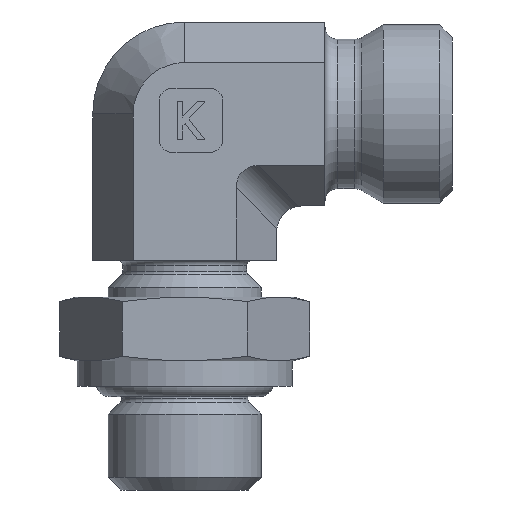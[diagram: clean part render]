
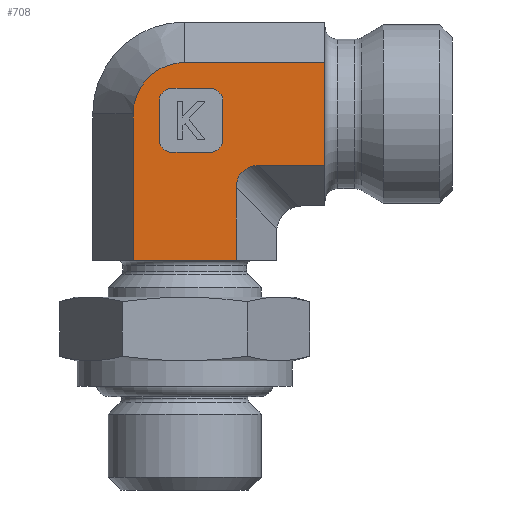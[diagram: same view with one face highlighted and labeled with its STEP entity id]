
A CAD part, left-side view. The second image highlights one B-rep face of the part: STEP entity #708.
In plain terms, the highlighted planar face has unit normal (-1, 0, 0).
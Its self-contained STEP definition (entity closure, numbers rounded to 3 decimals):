
#498=CARTESIAN_POINT('',(-25.121,4.106,0.5));
#499=VERTEX_POINT('',#498);
#506=CARTESIAN_POINT('',(-25.121,12.189,0.5));
#507=VERTEX_POINT('',#506);
#508=CARTESIAN_POINT('',(-25.121,12.189,0.5));
#509=DIRECTION('',(0.0,-1.0,0.0));
#510=VECTOR('',#509,8.083);
#511=LINE('',#508,#510);
#512=EDGE_CURVE('',#507,#499,#511,.T.);
#556=CARTESIAN_POINT('',(-25.121,12.189,12.));
#557=VERTEX_POINT('',#556);
#558=CARTESIAN_POINT('',(-25.121,12.189,0.5));
#559=DIRECTION('',(0.0,0.0,1.0));
#560=VECTOR('',#559,11.5);
#561=LINE('',#558,#560);
#562=EDGE_CURVE('',#507,#557,#561,.T.);
#581=CARTESIAN_POINT('',(-25.121,4.106,0.0));
#582=DIRECTION('',(-1.0,0.0,0.0));
#583=DIRECTION('',(0.0,0.0,1.0));
#584=AXIS2_PLACEMENT_3D('',#581,#582,#583);
#585=PLANE('',#584);
#586=ORIENTED_EDGE('',*,*,#512,.T.);
#587=CARTESIAN_POINT('',(-25.121,4.106,6.226));
#588=VERTEX_POINT('',#587);
#589=CARTESIAN_POINT('',(-25.121,4.106,0.5));
#590=DIRECTION('',(0.0,0.0,1.0));
#591=VECTOR('',#590,5.726);
#592=LINE('',#589,#591);
#593=EDGE_CURVE('',#499,#588,#592,.T.);
#594=ORIENTED_EDGE('',*,*,#593,.T.);
#595=CARTESIAN_POINT('',(-25.121,2.374,7.959));
#596=VERTEX_POINT('',#595);
#597=CARTESIAN_POINT('',(-25.121,1.797,5.649));
#598=DIRECTION('',(-1.0,0.0,0.0));
#599=DIRECTION('',(0.0,0.707,0.707));
#600=AXIS2_PLACEMENT_3D('',#597,#598,#599);
#601=ELLIPSE('',#600,2.582,2.0);
#602=EDGE_CURVE('',#596,#588,#601,.T.);
#603=ORIENTED_EDGE('',*,*,#602,.F.);
#604=CARTESIAN_POINT('',(-25.121,-2.852,7.959));
#605=VERTEX_POINT('',#604);
#606=CARTESIAN_POINT('',(-25.121,2.374,7.959));
#607=DIRECTION('',(0.0,-1.0,0.0));
#608=VECTOR('',#607,5.226);
#609=LINE('',#606,#608);
#610=EDGE_CURVE('',#596,#605,#609,.T.);
#611=ORIENTED_EDGE('',*,*,#610,.T.);
#612=CARTESIAN_POINT('',(-25.121,-2.852,16.041));
#613=VERTEX_POINT('',#612);
#614=CARTESIAN_POINT('',(-25.121,-2.852,7.959));
#615=DIRECTION('',(0.0,0.0,1.0));
#616=VECTOR('',#615,8.083);
#617=LINE('',#614,#616);
#618=EDGE_CURVE('',#605,#613,#617,.T.);
#619=ORIENTED_EDGE('',*,*,#618,.T.);
#620=CARTESIAN_POINT('',(-25.121,8.148,16.041));
#621=VERTEX_POINT('',#620);
#622=CARTESIAN_POINT('',(-25.121,8.148,16.041));
#623=DIRECTION('',(0.0,-1.0,0.0));
#624=VECTOR('',#623,11.0);
#625=LINE('',#622,#624);
#626=EDGE_CURVE('',#621,#613,#625,.T.);
#627=ORIENTED_EDGE('',*,*,#626,.F.);
#628=CARTESIAN_POINT('',(-25.121,8.148,12.));
#629=DIRECTION('',(-1.0,0.0,0.0));
#630=DIRECTION('',(0.0,0.0,1.0));
#631=AXIS2_PLACEMENT_3D('',#628,#629,#630);
#632=CIRCLE('',#631,4.041);
#633=EDGE_CURVE('',#621,#557,#632,.T.);
#634=ORIENTED_EDGE('',*,*,#633,.T.);
#635=ORIENTED_EDGE('',*,*,#562,.F.);
#636=EDGE_LOOP('',(#586,#594,#603,#611,#619,#627,#634,#635));
#637=FACE_OUTER_BOUND('',#636,.T.);
#638=CARTESIAN_POINT('',(-25.121,6.148,9.));
#639=VERTEX_POINT('',#638);
#640=CARTESIAN_POINT('',(-25.121,9.148,9.));
#641=VERTEX_POINT('',#640);
#642=CARTESIAN_POINT('',(-25.121,6.148,9.));
#643=DIRECTION('',(0.0,1.0,0.0));
#644=VECTOR('',#643,3.0);
#645=LINE('',#642,#644);
#646=EDGE_CURVE('',#639,#641,#645,.T.);
#647=ORIENTED_EDGE('',*,*,#646,.T.);
#648=CARTESIAN_POINT('',(-25.121,10.148,10.));
#649=VERTEX_POINT('',#648);
#650=CARTESIAN_POINT('',(-25.121,9.148,10.));
#651=DIRECTION('',(-1.0,0.0,0.0));
#652=DIRECTION('',(0.0,0.707,-0.707));
#653=AXIS2_PLACEMENT_3D('',#650,#651,#652);
#654=CIRCLE('',#653,1.0);
#655=EDGE_CURVE('',#649,#641,#654,.T.);
#656=ORIENTED_EDGE('',*,*,#655,.F.);
#657=CARTESIAN_POINT('',(-25.121,10.148,13.));
#658=VERTEX_POINT('',#657);
#659=CARTESIAN_POINT('',(-25.121,10.148,10.));
#660=DIRECTION('',(0.0,0.0,1.0));
#661=VECTOR('',#660,3.0);
#662=LINE('',#659,#661);
#663=EDGE_CURVE('',#649,#658,#662,.T.);
#664=ORIENTED_EDGE('',*,*,#663,.T.);
#665=CARTESIAN_POINT('',(-25.121,9.148,14.));
#666=VERTEX_POINT('',#665);
#667=CARTESIAN_POINT('',(-25.121,9.148,13.));
#668=DIRECTION('',(-1.0,0.0,0.0));
#669=DIRECTION('',(0.0,0.707,0.707));
#670=AXIS2_PLACEMENT_3D('',#667,#668,#669);
#671=CIRCLE('',#670,1.0);
#672=EDGE_CURVE('',#666,#658,#671,.T.);
#673=ORIENTED_EDGE('',*,*,#672,.F.);
#674=CARTESIAN_POINT('',(-25.121,6.148,14.));
#675=VERTEX_POINT('',#674);
#676=CARTESIAN_POINT('',(-25.121,9.148,14.));
#677=DIRECTION('',(0.0,-1.0,0.0));
#678=VECTOR('',#677,3.);
#679=LINE('',#676,#678);
#680=EDGE_CURVE('',#666,#675,#679,.T.);
#681=ORIENTED_EDGE('',*,*,#680,.T.);
#682=CARTESIAN_POINT('',(-25.121,5.148,13.));
#683=VERTEX_POINT('',#682);
#684=CARTESIAN_POINT('',(-25.121,6.148,13.));
#685=DIRECTION('',(-1.0,0.0,0.0));
#686=DIRECTION('',(0.0,-0.707,0.707));
#687=AXIS2_PLACEMENT_3D('',#684,#685,#686);
#688=CIRCLE('',#687,1.0);
#689=EDGE_CURVE('',#683,#675,#688,.T.);
#690=ORIENTED_EDGE('',*,*,#689,.F.);
#691=CARTESIAN_POINT('',(-25.121,5.148,10.));
#692=VERTEX_POINT('',#691);
#693=CARTESIAN_POINT('',(-25.121,5.148,13.));
#694=DIRECTION('',(0.0,0.0,-1.0));
#695=VECTOR('',#694,3.);
#696=LINE('',#693,#695);
#697=EDGE_CURVE('',#683,#692,#696,.T.);
#698=ORIENTED_EDGE('',*,*,#697,.T.);
#699=CARTESIAN_POINT('',(-25.121,6.148,10.));
#700=DIRECTION('',(-1.0,0.0,0.0));
#701=DIRECTION('',(0.0,-0.707,-0.707));
#702=AXIS2_PLACEMENT_3D('',#699,#700,#701);
#703=CIRCLE('',#702,1.0);
#704=EDGE_CURVE('',#639,#692,#703,.T.);
#705=ORIENTED_EDGE('',*,*,#704,.F.);
#706=EDGE_LOOP('',(#647,#656,#664,#673,#681,#690,#698,#705));
#707=FACE_BOUND('',#706,.T.);
#708=ADVANCED_FACE('',(#637,#707),#585,.T.);
